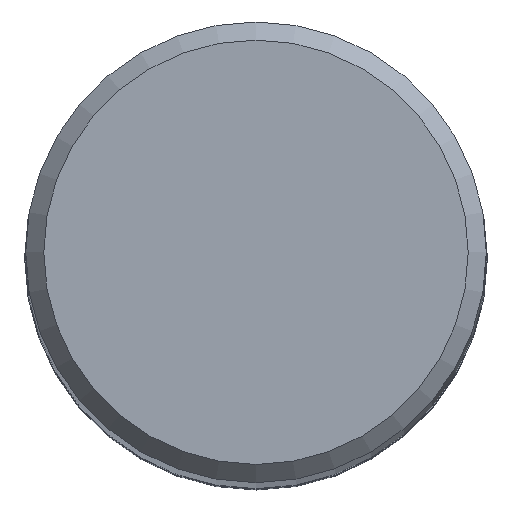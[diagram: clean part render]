
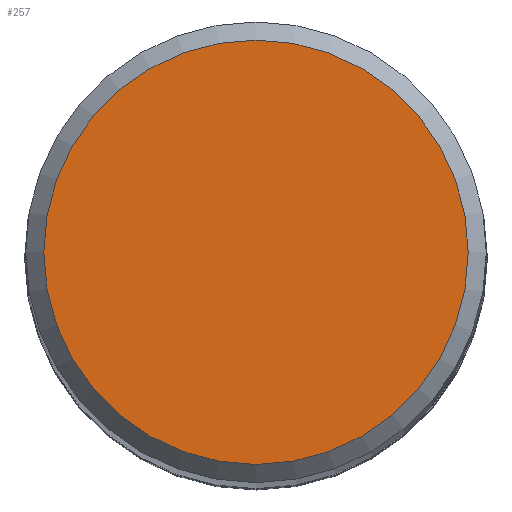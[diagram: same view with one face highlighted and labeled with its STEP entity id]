
A CAD part, top view. The second image highlights one B-rep face of the part: STEP entity #257.
In plain terms, the highlighted planar face has unit normal (0, 0, 1).
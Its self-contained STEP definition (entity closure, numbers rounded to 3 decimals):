
#192=FACE_OUTER_BOUND('',#441,.T.);
#257=ADVANCED_FACE('CU_CY_N4_SU_1',(#192),#337,.F.);
#337=PLANE('',#1113);
#441=EDGE_LOOP('',(#547));
#547=ORIENTED_EDGE('',*,*,#888,.F.);
#808=VERTEX_POINT('',#1606);
#888=EDGE_CURVE('',#808,#808,#1019,.T.);
#1019=CIRCLE('',#1112,11.694);
#1112=AXIS2_PLACEMENT_3D('',#1605,#1267,#1268);
#1113=AXIS2_PLACEMENT_3D('',#1607,#1269,#1270);
#1267=DIRECTION('',(0.,0.,-1.));
#1268=DIRECTION('',(-1.,0.,0.));
#1269=DIRECTION('',(0.,0.,-1.));
#1270=DIRECTION('',(-1.,0.,0.));
#1605=CARTESIAN_POINT('',(0.,0.,0.));
#1606=CARTESIAN_POINT('',(-11.694,0.,0.));
#1607=CARTESIAN_POINT('',(0.,0.,0.));
